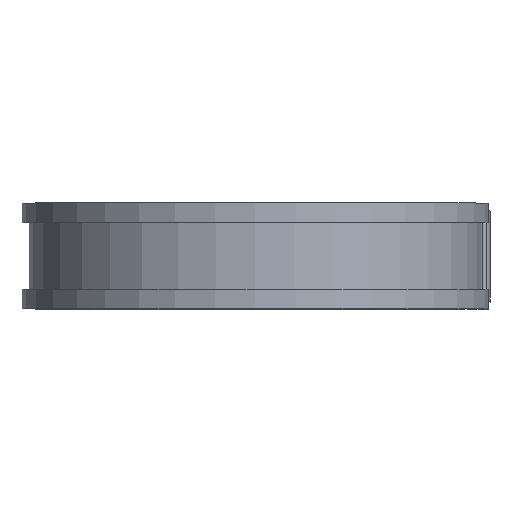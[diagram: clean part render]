
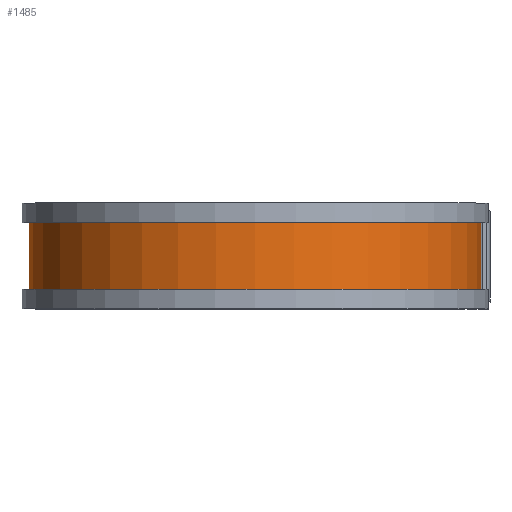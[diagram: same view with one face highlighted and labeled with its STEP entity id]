
A CAD part, top view. The second image highlights one B-rep face of the part: STEP entity #1485.
In plain terms, the highlighted cylindrical face has radius 47.193 mm (diameter 94.386 mm), a partial arc.
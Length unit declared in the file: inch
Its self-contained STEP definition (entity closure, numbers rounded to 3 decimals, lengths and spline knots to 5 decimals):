
#17 = ORIENTED_EDGE ( 'NONE', *, *, #1717, .F. ) ;
#18 = VERTEX_POINT ( 'NONE', #112 ) ;
#68 = VERTEX_POINT ( 'NONE', #881 ) ;
#109 = DIRECTION ( 'NONE',  ( 0., 0., -1. ) ) ;
#112 = CARTESIAN_POINT ( 'NONE',  ( 1.858, -0.275, 0. ) ) ;
#188 = VERTEX_POINT ( 'NONE', #1032 ) ;
#226 = EDGE_LOOP ( 'NONE', ( #844, #1158, #286, #17 ) ) ;
#286 = ORIENTED_EDGE ( 'NONE', *, *, #1483, .T. ) ;
#364 = CIRCLE ( 'NONE', #1068, 1.858 ) ;
#449 = DIRECTION ( 'NONE',  ( 0., -1., 0. ) ) ;
#452 = VECTOR ( 'NONE', #1589, 39.37008 ) ;
#455 = CARTESIAN_POINT ( 'NONE',  ( 0., 0.375, -1.858 ) ) ;
#463 = LINE ( 'NONE', #1464, #452 ) ;
#473 = AXIS2_PLACEMENT_3D ( 'NONE', #1216, #449, #1314 ) ;
#534 = EDGE_CURVE ( 'NONE', #68, #1204, #364, .T. ) ;
#724 = CARTESIAN_POINT ( 'NONE',  ( 0., 0.375, 0. ) ) ;
#773 = CYLINDRICAL_SURFACE ( 'NONE', #1116, 1.858 ) ;
#800 = FACE_OUTER_BOUND ( 'NONE', #226, .T. ) ;
#844 = ORIENTED_EDGE ( 'NONE', *, *, #1152, .F. ) ;
#851 = VECTOR ( 'NONE', #1224, 39.37008 ) ;
#881 = CARTESIAN_POINT ( 'NONE',  ( 1.858, 0.275, 0. ) ) ;
#976 = DIRECTION ( 'NONE',  ( 0., 0., -1. ) ) ;
#991 = DIRECTION ( 'NONE',  ( 0., -1., 0. ) ) ;
#996 = CARTESIAN_POINT ( 'NONE',  ( 0., 0.275, 0. ) ) ;
#1014 = DIRECTION ( 'NONE',  ( 0., -1., 0. ) ) ;
#1032 = CARTESIAN_POINT ( 'NONE',  ( 0., -0.275, -1.858 ) ) ;
#1068 = AXIS2_PLACEMENT_3D ( 'NONE', #996, #991, #976 ) ;
#1116 = AXIS2_PLACEMENT_3D ( 'NONE', #724, #1014, #109 ) ;
#1152 = EDGE_CURVE ( 'NONE', #68, #18, #463, .T. ) ;
#1158 = ORIENTED_EDGE ( 'NONE', *, *, #534, .T. ) ;
#1204 = VERTEX_POINT ( 'NONE', #1363 ) ;
#1216 = CARTESIAN_POINT ( 'NONE',  ( 0., -0.275, 0. ) ) ;
#1224 = DIRECTION ( 'NONE',  ( 0., -1., 0. ) ) ;
#1314 = DIRECTION ( 'NONE',  ( 0., 0., -1. ) ) ;
#1363 = CARTESIAN_POINT ( 'NONE',  ( 0., 0.275, -1.858 ) ) ;
#1464 = CARTESIAN_POINT ( 'NONE',  ( 1.858, 0.375, 0. ) ) ;
#1483 = EDGE_CURVE ( 'NONE', #1204, #188, #1486, .T. ) ;
#1485 = ADVANCED_FACE ( 'NONE', ( #800 ), #773, .T. ) ;
#1486 = LINE ( 'NONE', #455, #851 ) ;
#1576 = CIRCLE ( 'NONE', #473, 1.858 ) ;
#1589 = DIRECTION ( 'NONE',  ( 0., -1., 0. ) ) ;
#1717 = EDGE_CURVE ( 'NONE', #18, #188, #1576, .T. ) ;
